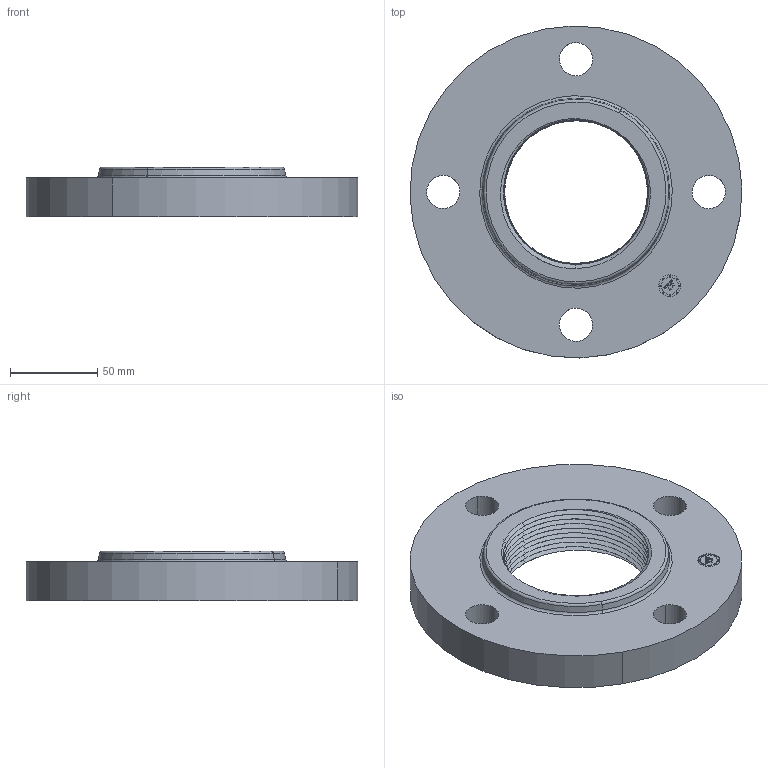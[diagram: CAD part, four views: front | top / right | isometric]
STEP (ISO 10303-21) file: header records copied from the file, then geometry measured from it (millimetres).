
FILE_DESCRIPTION(('3D STEP'),'2;1');
FILE_NAME('3-150-THREADED-FF-FLANGE.stp','2013-01-24T06:57:21+00:00',('Texas Flange'),(''),'CATIA Version 5 Release 20 SP 6 (IN-10)','CATIA V5 STEP AP214','800-826-3801');
FILE_SCHEMA(('AUTOMOTIVE_DESIGN { 1 0 10303 214 1 1 1 1 }'));
Length unit declared in the file: inch
Products named in the file (1): 3-150-THREADED-FF-FLANGE
Bounding box: 190.45 x 190.45 x 28.45 mm (x, y, z)
Volume: 504534.1 mm3; surface area: 77834.4 mm2
Topology: 1 solids, 1 shells, 501 faces, 1368 edges, 887 vertices
Faces by surface type: plane 368, bspline 78, cylinder 30, cone 21, torus 4
Entity records: 19797 total; most frequent: CARTESIAN_POINT 5349, ORIENTED_EDGE 2736, DIRECTION 1894, EDGE_CURVE 1368, VECTOR 1094, LINE 1094, VERTEX_POINT 887, EDGE_LOOP 529
